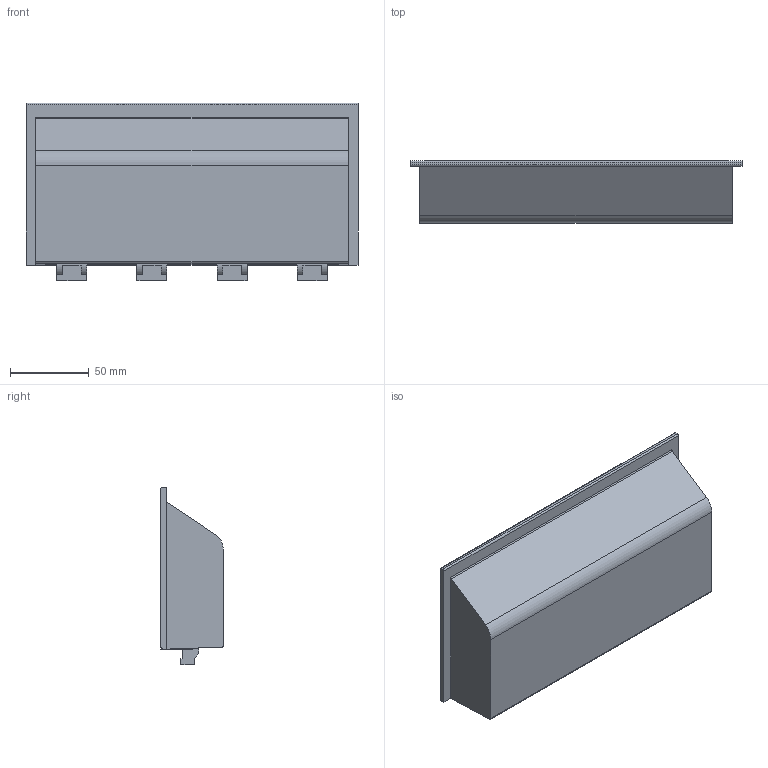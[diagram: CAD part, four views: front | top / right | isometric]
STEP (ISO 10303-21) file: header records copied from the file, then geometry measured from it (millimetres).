
FILE_DESCRIPTION(('STEP AP203'),'1');
FILE_NAME('ERGO00H1017.stp','2024-03-26T14:00:22',(' '),(' '),'Spatial InterOp 3D',' ',' ');
FILE_SCHEMA(('CONFIG_CONTROL_DESIGN'));
Length unit declared in the file: millimetre
Products named in the file (1): Bac 10 210x105x40, noir
Bounding box: 211 x 39.6 x 113.1 mm (x, y, z)
Volume: 113348.1 mm3; surface area: 81712 mm2
Topology: 1 solids, 1 shells, 121 faces, 339 edges, 225 vertices
Faces by surface type: plane 96, cylinder 23, cone 2
Full cylindrical faces by diameter (mm): 5.4 x2, 10 x4
Entity records: 3924 total; most frequent: CARTESIAN_POINT 664, ORIENTED_EDGE 648, DIRECTION 626, EDGE_CURVE 324, LINE 266, VECTOR 266, VERTEX_POINT 218, AXIS2_PLACEMENT_3D 180
